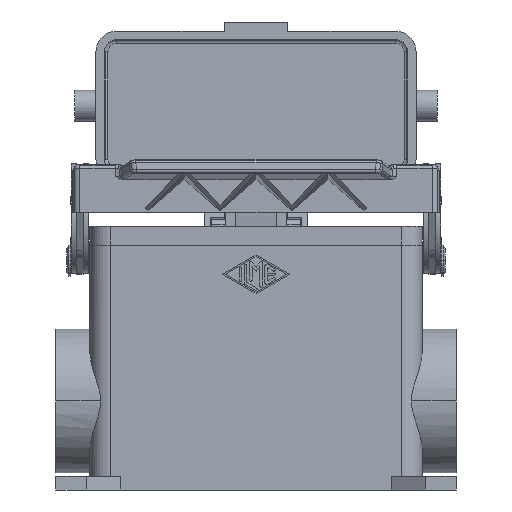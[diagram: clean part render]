
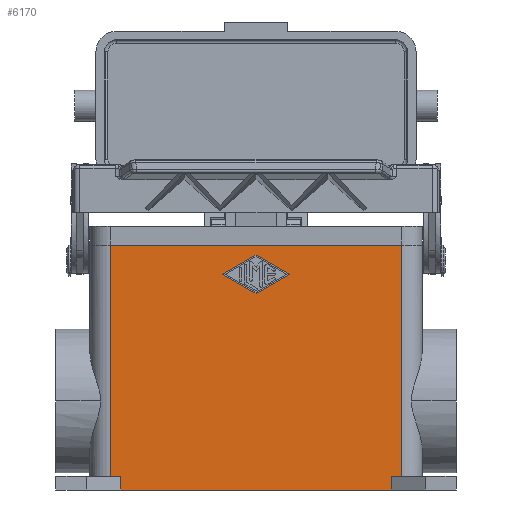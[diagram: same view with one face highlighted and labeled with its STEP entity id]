
A CAD part, front view. The second image highlights one B-rep face of the part: STEP entity #6170.
In plain terms, the highlighted planar face has unit normal (0, -1, 0).
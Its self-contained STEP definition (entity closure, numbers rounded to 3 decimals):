
#5328=CARTESIAN_POINT('',(-9.75,-21.75,15.));
#5329=VERTEX_POINT('',#5328);
#5336=CARTESIAN_POINT('',(0.,-21.75,9.375));
#5337=VERTEX_POINT('',#5336);
#5338=CARTESIAN_POINT('',(0.,-21.75,9.375));
#5339=DIRECTION('',(-0.866,0.0,0.5));
#5340=VECTOR('',#5339,11.256);
#5341=LINE('',#5338,#5340);
#5342=EDGE_CURVE('',#5337,#5329,#5341,.T.);
#5367=CARTESIAN_POINT('',(9.75,-21.75,15.));
#5368=VERTEX_POINT('',#5367);
#5369=CARTESIAN_POINT('',(9.75,-21.75,15.));
#5370=DIRECTION('',(-0.866,0.0,-0.5));
#5371=VECTOR('',#5370,11.256);
#5372=LINE('',#5369,#5371);
#5373=EDGE_CURVE('',#5368,#5337,#5372,.T.);
#5398=CARTESIAN_POINT('',(0.,-21.75,20.625));
#5399=VERTEX_POINT('',#5398);
#5400=CARTESIAN_POINT('',(0.,-21.75,20.625));
#5401=DIRECTION('',(0.866,0.0,-0.5));
#5402=VECTOR('',#5401,11.256);
#5403=LINE('',#5400,#5402);
#5404=EDGE_CURVE('',#5399,#5368,#5403,.T.);
#5427=CARTESIAN_POINT('',(-9.75,-21.75,15.));
#5428=DIRECTION('',(0.866,0.0,0.5));
#5429=VECTOR('',#5428,11.256);
#5430=LINE('',#5427,#5429);
#5431=EDGE_CURVE('',#5329,#5399,#5430,.T.);
#6093=CARTESIAN_POINT('',(39.5,-21.75,-48.0));
#6094=DIRECTION('',(0.0,-1.0,0.0));
#6095=DIRECTION('',(0.0,0.0,-1.0));
#6096=AXIS2_PLACEMENT_3D('',#6093,#6094,#6095);
#6097=PLANE('',#6096);
#6098=CARTESIAN_POINT('',(-39.5,-21.75,-48.0));
#6099=VERTEX_POINT('',#6098);
#6100=CARTESIAN_POINT('',(-39.5,-21.75,-44.));
#6101=VERTEX_POINT('',#6100);
#6102=CARTESIAN_POINT('',(-39.5,-21.75,-48.0));
#6103=DIRECTION('',(0.0,0.0,1.0));
#6104=VECTOR('',#6103,4.);
#6105=LINE('',#6102,#6104);
#6106=EDGE_CURVE('',#6099,#6101,#6105,.T.);
#6107=ORIENTED_EDGE('',*,*,#6106,.F.);
#6108=CARTESIAN_POINT('',(39.5,-21.75,-48.0));
#6109=VERTEX_POINT('',#6108);
#6110=CARTESIAN_POINT('',(39.5,-21.75,-48.0));
#6111=DIRECTION('',(-1.0,0.0,0.0));
#6112=VECTOR('',#6111,79.0);
#6113=LINE('',#6110,#6112);
#6114=EDGE_CURVE('',#6109,#6099,#6113,.T.);
#6115=ORIENTED_EDGE('',*,*,#6114,.F.);
#6116=CARTESIAN_POINT('',(39.5,-21.75,-44.));
#6117=VERTEX_POINT('',#6116);
#6118=CARTESIAN_POINT('',(39.5,-21.75,-48.0));
#6119=DIRECTION('',(0.0,0.0,1.0));
#6120=VECTOR('',#6119,4.);
#6121=LINE('',#6118,#6120);
#6122=EDGE_CURVE('',#6109,#6117,#6121,.T.);
#6123=ORIENTED_EDGE('',*,*,#6122,.T.);
#6124=CARTESIAN_POINT('',(42.5,-21.75,-44.));
#6125=VERTEX_POINT('',#6124);
#6126=CARTESIAN_POINT('',(42.5,-21.75,-44.));
#6127=DIRECTION('',(-1.0,0.0,0.0));
#6128=VECTOR('',#6127,3.0);
#6129=LINE('',#6126,#6128);
#6130=EDGE_CURVE('',#6125,#6117,#6129,.T.);
#6131=ORIENTED_EDGE('',*,*,#6130,.F.);
#6132=CARTESIAN_POINT('',(42.5,-21.75,23.5));
#6133=VERTEX_POINT('',#6132);
#6134=CARTESIAN_POINT('',(42.5,-21.75,-44.));
#6135=DIRECTION('',(0.0,0.0,1.0));
#6136=VECTOR('',#6135,67.5);
#6137=LINE('',#6134,#6136);
#6138=EDGE_CURVE('',#6125,#6133,#6137,.T.);
#6139=ORIENTED_EDGE('',*,*,#6138,.T.);
#6140=CARTESIAN_POINT('',(-42.5,-21.75,23.5));
#6141=VERTEX_POINT('',#6140);
#6142=CARTESIAN_POINT('',(42.5,-21.75,23.5));
#6143=DIRECTION('',(-1.0,0.0,0.0));
#6144=VECTOR('',#6143,85.0);
#6145=LINE('',#6142,#6144);
#6146=EDGE_CURVE('',#6133,#6141,#6145,.T.);
#6147=ORIENTED_EDGE('',*,*,#6146,.T.);
#6148=CARTESIAN_POINT('',(-42.5,-21.75,-44.));
#6149=VERTEX_POINT('',#6148);
#6150=CARTESIAN_POINT('',(-42.5,-21.75,-44.));
#6151=DIRECTION('',(0.0,0.0,1.0));
#6152=VECTOR('',#6151,67.5);
#6153=LINE('',#6150,#6152);
#6154=EDGE_CURVE('',#6149,#6141,#6153,.T.);
#6155=ORIENTED_EDGE('',*,*,#6154,.F.);
#6156=CARTESIAN_POINT('',(-39.5,-21.75,-44.));
#6157=DIRECTION('',(-1.0,0.0,0.0));
#6158=VECTOR('',#6157,3.0);
#6159=LINE('',#6156,#6158);
#6160=EDGE_CURVE('',#6101,#6149,#6159,.T.);
#6161=ORIENTED_EDGE('',*,*,#6160,.F.);
#6162=EDGE_LOOP('',(#6107,#6115,#6123,#6131,#6139,#6147,#6155,#6161));
#6163=FACE_OUTER_BOUND('',#6162,.T.);
#6164=ORIENTED_EDGE('',*,*,#5342,.T.);
#6165=ORIENTED_EDGE('',*,*,#5431,.T.);
#6166=ORIENTED_EDGE('',*,*,#5404,.T.);
#6167=ORIENTED_EDGE('',*,*,#5373,.T.);
#6168=EDGE_LOOP('',(#6164,#6165,#6166,#6167));
#6169=FACE_BOUND('',#6168,.T.);
#6170=ADVANCED_FACE('',(#6163,#6169),#6097,.T.);
